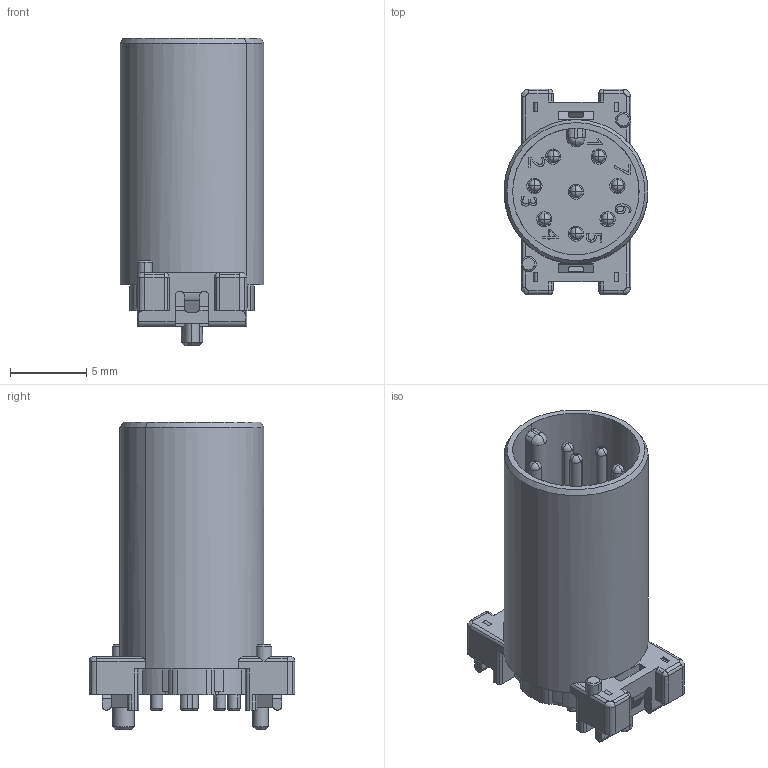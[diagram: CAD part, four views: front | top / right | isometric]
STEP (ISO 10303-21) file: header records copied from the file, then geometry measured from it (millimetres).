
FILE_DESCRIPTION(('CATIA V5 STEP Exchange','CAx-IF Rec.Pracs.--- Model Styling and Organization---1.4--- 2014-01-23'),'2;1');
FILE_NAME ('030282-2_0', '2023-02-02T06:29:03+00:00', ('none'), ('Weidmueller'), 'CATIA Version 5-6 Release 2016 SP3 HF44', 'CATIA V5 STEP AP214', 'none');
FILE_SCHEMA(('AUTOMOTIVE_DESIGN { 1 0 10303 214 1 1 1 1 }'));
Length unit declared in the file: millimetre
Products named in the file (1): 2422420000
Bounding box: 9.44 x 13.5 x 20.2 mm (x, y, z)
Volume: 924.8 mm3; surface area: 1664.1 mm2
Topology: 9 solids, 9 shells, 561 faces, 1768 edges, 1214 vertices
Faces by surface type: cylinder 213, plane 191, bspline 80, sphere 36, cone 25, torus 16
Entity records: 21871 total; most frequent: CARTESIAN_POINT 7795, ORIENTED_EDGE 3448, DIRECTION 2031, EDGE_CURVE 1724, VERTEX_POINT 1210, AXIS2_PLACEMENT_3D 897, VECTOR 670, LINE 670
